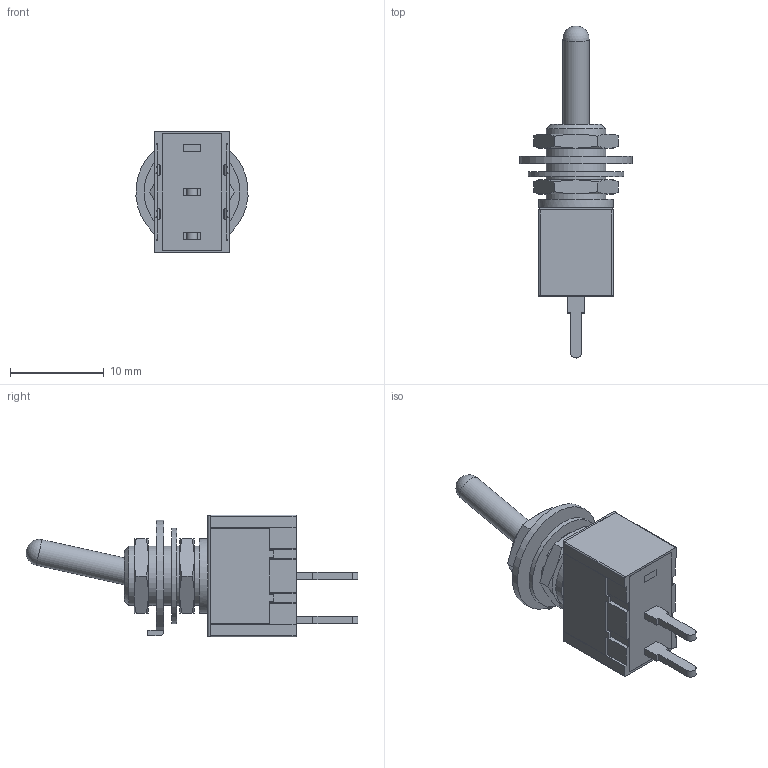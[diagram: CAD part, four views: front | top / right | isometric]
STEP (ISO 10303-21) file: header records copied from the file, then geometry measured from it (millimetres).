
FILE_DESCRIPTION(/* description */ ('STEP AP214'),/* implementation_level */ '2;1');
FILE_NAME(/* name */ 'M2011SS1W03',/* time_stamp */ '2023-01-03T01:17:23+01:00',/* author */ ('License CC BY-ND 4.0'),/* organization */ ('CADENAS'),/* preprocessor_version */ 'ST-DEVELOPER v18.102',/* originating_system */ 'PARTsolutions',/* authorisation */ ' ');
FILE_SCHEMA (('AUTOMOTIVE_DESIGN {1 0 10303 214 3 1 1}'));
Length unit declared in the file: inch
Products named in the file (9): M2011SS1W03; M20S-caps; M20S-toggles; M201103-terminals; AT513H; AT509; AT507H; M201S1M201-bushing; M20111SS1W03-switch
Assembly tree (9 placements, depth 2):
  M2011SS1W03
    M20S-caps
    M20S-toggles
    M201103-terminals
    AT513H  x2
    AT509
    AT507H
    M201S1M201-bushing
    M20111SS1W03-switch
Bounding box: 11.95 x 35.41 x 13 mm (x, y, z)
Volume: 1380.9 mm3; surface area: 2311.9 mm2
Topology: 8 solids, 8 shells, 243 faces, 643 edges, 422 vertices
Faces by surface type: plane 159, cylinder 54, cone 29, sphere 1
Full cylindrical faces by diameter (mm): 2.794 x1, 4.445 x1, 5.367 x2, 10.211 x1
Entity records: 7036 total; most frequent: CARTESIAN_POINT 1271, ORIENTED_EDGE 1156, DIRECTION 1137, EDGE_CURVE 578, LINE 427, VECTOR 427, VERTEX_POINT 384, AXIS2_PLACEMENT_3D 355
